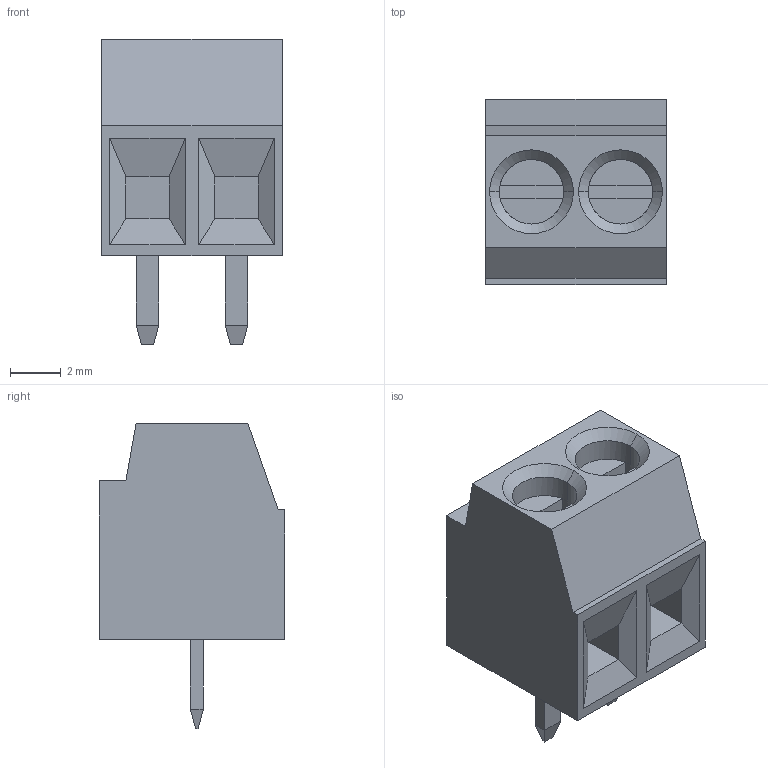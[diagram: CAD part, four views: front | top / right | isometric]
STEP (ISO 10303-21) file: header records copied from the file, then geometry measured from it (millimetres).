
FILE_DESCRIPTION(('FreeCAD Model'),'2;1');
FILE_NAME('_93570002_cp.step', '2019-04-09T16:24:22',('kicad StepUp'),('ksu MCAD'), 'Open CASCADE STEP processor 7.2','FreeCAD','Unknown');
FILE_SCHEMA(('AUTOMOTIVE_DESIGN { 1 0 10303 214 1 1 1 1 }'));
Length unit declared in the file: millimetre
Products named in the file (1): _93570002_cp
Bounding box: 7.11 x 7.29 x 12.01 mm (x, y, z)
Volume: 355.5 mm3; surface area: 436.4 mm2
Topology: 1 solids, 1 shells, 64 faces, 148 edges, 92 vertices
Faces by surface type: plane 56, cone 4, cylinder 4
Entity records: 2233 total; most frequent: CARTESIAN_POINT 305, DIRECTION 298, ORIENTED_EDGE 296, EDGE_CURVE 148, LINE 128, VECTOR 128, VERTEX_POINT 92, AXIS2_PLACEMENT_3D 85
